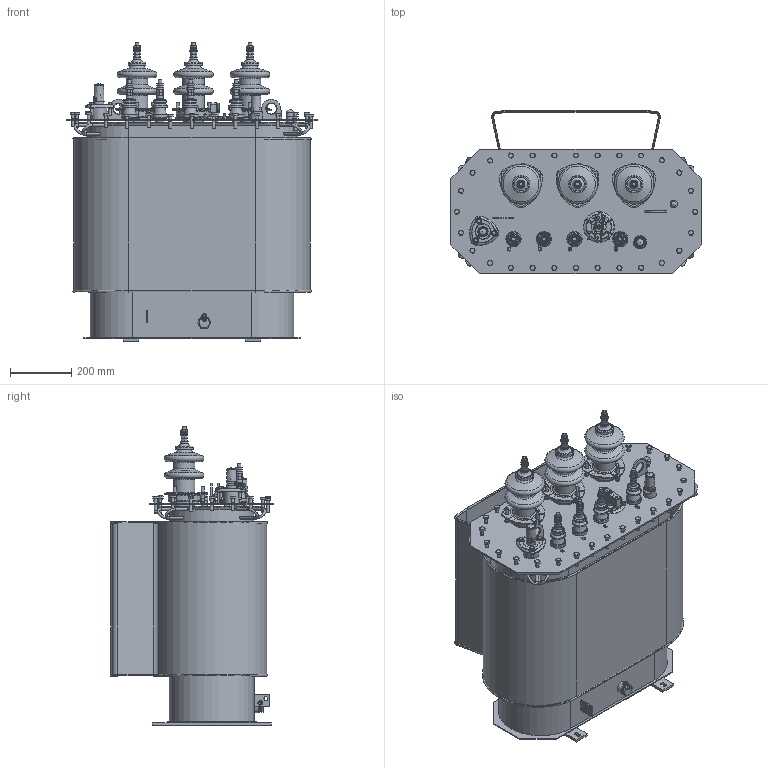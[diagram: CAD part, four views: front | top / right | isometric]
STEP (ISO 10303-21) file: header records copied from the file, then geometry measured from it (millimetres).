
FILE_DESCRIPTION(/* description */ (''),/* implementation_level */ '2;1');
FILE_NAME(/* name */ '!!!ИВЕМ.672133.034_СБ_Трансформаторы ТМГ-40_10-У1(ХЛ1);
FILE_SCHEMA (('AUTOMOTIVE_DESIGN { 1 0 10303 214 3 1 1 }'));
Bounding box: 820 x 536.99 x 978 mm (x, y, z)
Volume: 4608366.5 mm3; surface area: 5755416 mm2
Topology: 67 solids, 81 shells, 3504 faces, 8480 edges, 5480 vertices
Faces by surface type: plane 1870, cylinder 623, bspline 548, cone 234, torus 192, sphere 37
Full cylindrical faces by diameter (mm): 1.6 x3, 3.1 x4, 3.2 x1, 4 x5, 4.134 x2, 4.2 x2, 4.5 x3, 4.95 x2, 5 x2, 5.5 x2, 6 x9, 6.2 x5, 6.5 x1, 7 x1, 7.1 x2, 7.5 x2, 7.92 x3, 8 x22, 8.4 x7, 8.746 x9, 9 x3, 9.5 x1, 9.6 x1, 9.9 x28, 10 x41, 10.5 x1, 10.71 x4, 10.8 x3, 11 x28, 12 x25
Entity records: 111309 total; most frequent: CARTESIAN_POINT 33842, ORIENTED_EDGE 15242, DIRECTION 13380, EDGE_CURVE 7615, VERTEX_POINT 5321, EDGE_LOOP 4779, AXIS2_PLACEMENT_3D 4756, LINE 3868
